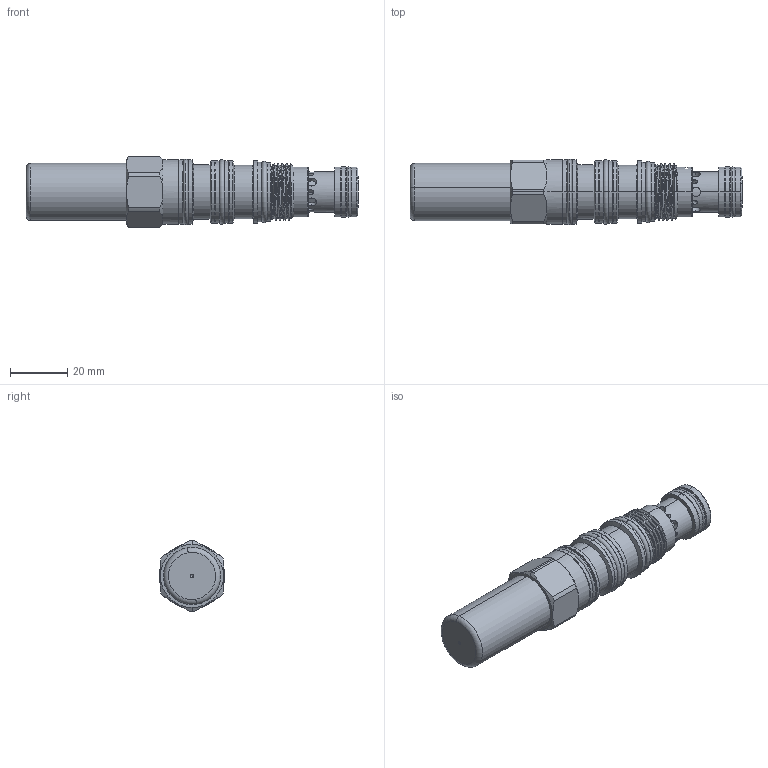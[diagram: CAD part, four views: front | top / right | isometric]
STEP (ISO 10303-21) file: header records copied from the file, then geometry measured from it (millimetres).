
FILE_DESCRIPTION (( 'STEP AP203' ), '1' );
FILE_NAME ('CW21A4A(4C)-C.STEP', '2020-03-18T06:13:10', ( '' ), ( '' ), 'SwSTEP 2.0', 'SolidWorks 2018', '' );
FILE_SCHEMA (( 'CONFIG_CONTROL_DESIGN' ));
Length unit declared in the file: millimetre
Products named in the file (1): CW21A4A(4C)-C
Bounding box: 115.94 x 22.98 x 24.8 mm (x, y, z)
Volume: 30883.9 mm3; surface area: 16473.1 mm2
Topology: 5 solids, 6 shells, 362 faces, 869 edges, 540 vertices
Faces by surface type: cylinder 174, plane 82, cone 49, torus 47, bspline 9, sphere 1
Entity records: 15691 total; most frequent: CARTESIAN_POINT 7338, DIRECTION 1755, ORIENTED_EDGE 1726, EDGE_CURVE 863, AXIS2_PLACEMENT_3D 745, VERTEX_POINT 539, EDGE_LOOP 422, CIRCLE 391
